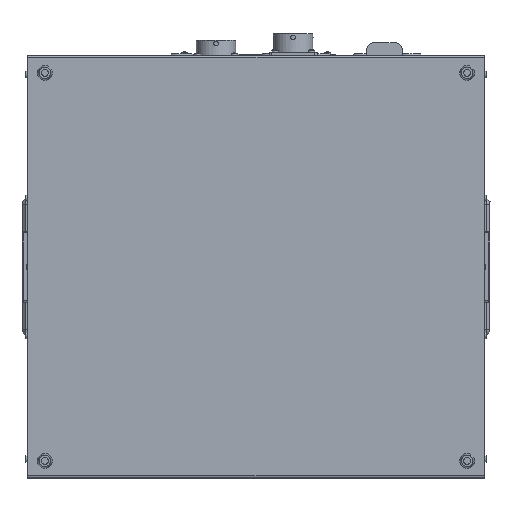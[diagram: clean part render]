
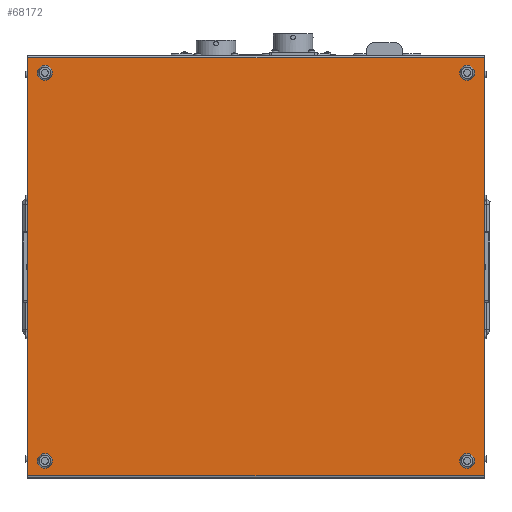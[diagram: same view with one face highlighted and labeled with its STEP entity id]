
A CAD part, front view. The second image highlights one B-rep face of the part: STEP entity #68172.
In plain terms, the highlighted planar face has unit normal (0, -1, 0).
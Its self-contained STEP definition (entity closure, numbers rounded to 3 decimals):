
#311 = VERTEX_POINT ( 'NONE', #69736 ) ;
#2768 = CARTESIAN_POINT ( 'NONE',  ( -200., 0., 185. ) ) ;
#2855 = FACE_OUTER_BOUND ( 'NONE', #179855, .T. ) ;
#3077 = AXIS2_PLACEMENT_3D ( 'NONE', #19939, #60431, #178761 ) ;
#4243 = AXIS2_PLACEMENT_3D ( 'NONE', #67554, #27228, #142393 ) ;
#5861 = VERTEX_POINT ( 'NONE', #176690 ) ;
#15442 = VERTEX_POINT ( 'NONE', #18501 ) ;
#18501 = CARTESIAN_POINT ( 'NONE',  ( 185., 0., -176.5 ) ) ;
#19939 = CARTESIAN_POINT ( 'NONE',  ( 185., 0., 170. ) ) ;
#24202 = DIRECTION ( 'NONE',  ( 0., -1., 0. ) ) ;
#24752 = FACE_BOUND ( 'NONE', #59649, .T. ) ;
#26151 = LINE ( 'NONE', #175620, #149828 ) ;
#27228 = DIRECTION ( 'NONE',  ( 0., -1., 0. ) ) ;
#30692 = EDGE_LOOP ( 'NONE', ( #114877 ) ) ;
#44598 = EDGE_CURVE ( 'NONE', #64931, #64931, #50752, .T. ) ;
#50752 = CIRCLE ( 'NONE', #180732, 6.5 ) ;
#51316 = AXIS2_PLACEMENT_3D ( 'NONE', #55791, #130632, #127384 ) ;
#54751 = ORIENTED_EDGE ( 'NONE', *, *, #67417, .F. ) ;
#55791 = CARTESIAN_POINT ( 'NONE',  ( 185., 0., -170. ) ) ;
#55967 = AXIS2_PLACEMENT_3D ( 'NONE', #81359, #128046, #143654 ) ;
#56895 = DIRECTION ( 'NONE',  ( -1., 0., 0. ) ) ;
#59636 = LINE ( 'NONE', #78298, #149326 ) ;
#59649 = EDGE_LOOP ( 'NONE', ( #101132 ) ) ;
#60431 = DIRECTION ( 'NONE',  ( 0., -1., 0. ) ) ;
#64931 = VERTEX_POINT ( 'NONE', #167731 ) ;
#65994 = EDGE_CURVE ( 'NONE', #127372, #127372, #107929, .T. ) ;
#66093 = ORIENTED_EDGE ( 'NONE', *, *, #115704, .T. ) ;
#67417 = EDGE_CURVE ( 'NONE', #93418, #5861, #86850, .T. ) ;
#67554 = CARTESIAN_POINT ( 'NONE',  ( -185., 0., 170. ) ) ;
#68046 = EDGE_CURVE ( 'NONE', #15442, #15442, #85944, .T. ) ;
#68172 = ADVANCED_FACE ( 'NONE', ( #2855, #24752, #84032, #155619, #99574 ), #174794, .F. ) ;
#68718 = CARTESIAN_POINT ( 'NONE',  ( 200., 0., 183. ) ) ;
#69736 = CARTESIAN_POINT ( 'NONE',  ( 200., 0., -183. ) ) ;
#76692 = EDGE_CURVE ( 'NONE', #311, #93418, #59636, .T. ) ;
#78298 = CARTESIAN_POINT ( 'NONE',  ( 198.6, 0., -183. ) ) ;
#81359 = CARTESIAN_POINT ( 'NONE',  ( 198.6, 0., -183. ) ) ;
#84032 = FACE_BOUND ( 'NONE', #85991, .T. ) ;
#85944 = CIRCLE ( 'NONE', #51316, 6.5 ) ;
#85991 = EDGE_LOOP ( 'NONE', ( #144086 ) ) ;
#86850 = LINE ( 'NONE', #2768, #142361 ) ;
#93418 = VERTEX_POINT ( 'NONE', #94420 ) ;
#94420 = CARTESIAN_POINT ( 'NONE',  ( -200., 0., -183. ) ) ;
#96130 = CARTESIAN_POINT ( 'NONE',  ( -185., 0., 163.5 ) ) ;
#96570 = EDGE_LOOP ( 'NONE', ( #152552 ) ) ;
#98913 = DIRECTION ( 'NONE',  ( 0., 0., -1. ) ) ;
#99389 = VERTEX_POINT ( 'NONE', #68718 ) ;
#99574 = FACE_BOUND ( 'NONE', #96570, .T. ) ;
#101132 = ORIENTED_EDGE ( 'NONE', *, *, #65994, .F. ) ;
#103652 = CARTESIAN_POINT ( 'NONE',  ( 198.6, 0., 183. ) ) ;
#106583 = LINE ( 'NONE', #103652, #114300 ) ;
#107929 = CIRCLE ( 'NONE', #4243, 6.5 ) ;
#114300 = VECTOR ( 'NONE', #56895, 1000. ) ;
#114877 = ORIENTED_EDGE ( 'NONE', *, *, #133631, .F. ) ;
#115704 = EDGE_CURVE ( 'NONE', #311, #99389, #26151, .T. ) ;
#118064 = DIRECTION ( 'NONE',  ( 0., 0., 1. ) ) ;
#119026 = CARTESIAN_POINT ( 'NONE',  ( 185., 0., 163.5 ) ) ;
#127372 = VERTEX_POINT ( 'NONE', #96130 ) ;
#127384 = DIRECTION ( 'NONE',  ( 0., 0., -1. ) ) ;
#128046 = DIRECTION ( 'NONE',  ( 0., 1., 0. ) ) ;
#130632 = DIRECTION ( 'NONE',  ( 0., -1., 0. ) ) ;
#133631 = EDGE_CURVE ( 'NONE', #147025, #147025, #147284, .T. ) ;
#135147 = DIRECTION ( 'NONE',  ( 0., 0., 1. ) ) ;
#135848 = ORIENTED_EDGE ( 'NONE', *, *, #76692, .F. ) ;
#142361 = VECTOR ( 'NONE', #118064, 1000. ) ;
#142393 = DIRECTION ( 'NONE',  ( 0., 0., -1. ) ) ;
#143654 = DIRECTION ( 'NONE',  ( -1., 0., 0. ) ) ;
#144086 = ORIENTED_EDGE ( 'NONE', *, *, #44598, .F. ) ;
#147025 = VERTEX_POINT ( 'NONE', #119026 ) ;
#147284 = CIRCLE ( 'NONE', #3077, 6.5 ) ;
#149326 = VECTOR ( 'NONE', #187421, 1000. ) ;
#149828 = VECTOR ( 'NONE', #135147, 1000. ) ;
#152552 = ORIENTED_EDGE ( 'NONE', *, *, #68046, .F. ) ;
#155619 = FACE_BOUND ( 'NONE', #30692, .T. ) ;
#157923 = ORIENTED_EDGE ( 'NONE', *, *, #167553, .T. ) ;
#167553 = EDGE_CURVE ( 'NONE', #99389, #5861, #106583, .T. ) ;
#167731 = CARTESIAN_POINT ( 'NONE',  ( -185., 0., -176.5 ) ) ;
#174794 = PLANE ( 'NONE',  #55967 ) ;
#175620 = CARTESIAN_POINT ( 'NONE',  ( 200., 0., 185. ) ) ;
#176690 = CARTESIAN_POINT ( 'NONE',  ( -200., 0., 183. ) ) ;
#178761 = DIRECTION ( 'NONE',  ( 0., 0., -1. ) ) ;
#179855 = EDGE_LOOP ( 'NONE', ( #54751, #135848, #66093, #157923 ) ) ;
#180732 = AXIS2_PLACEMENT_3D ( 'NONE', #189418, #24202, #98913 ) ;
#187421 = DIRECTION ( 'NONE',  ( -1., 0., 0. ) ) ;
#189418 = CARTESIAN_POINT ( 'NONE',  ( -185., 0., -170. ) ) ;
